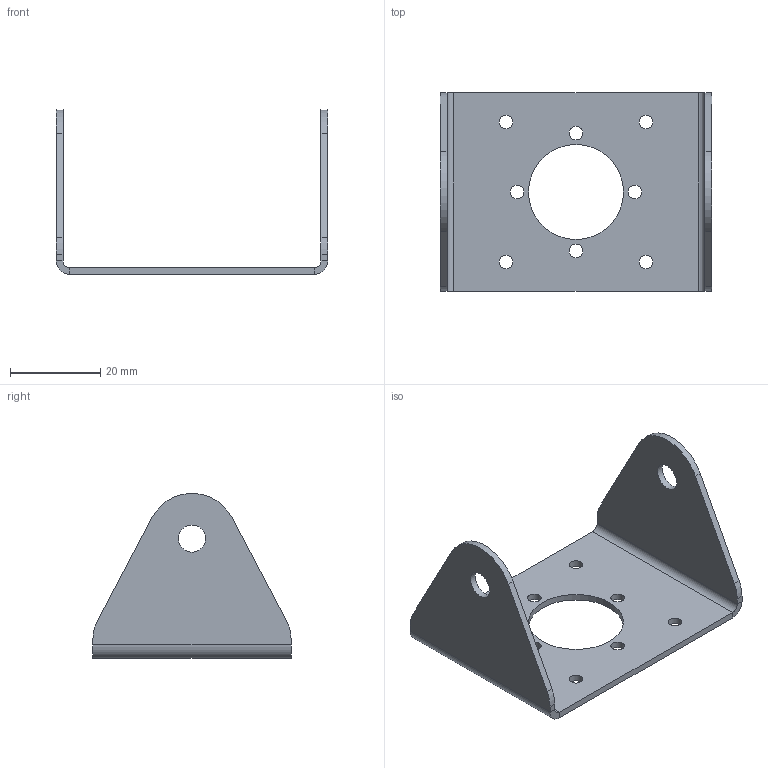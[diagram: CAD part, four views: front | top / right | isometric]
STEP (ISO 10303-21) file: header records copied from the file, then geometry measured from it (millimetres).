
FILE_DESCRIPTION(/* description */ (''),/* implementation_level */ '2;1');
FILE_NAME(/* name */ 'P0002_OB_200331_r02.step',/* time_stamp */ '2020-03-31T16:05:41+02:00',/* author */ (''),/* organization */ (''),/* preprocessor_version */ 'ST-DEVELOPER v18',/* originating_system */ 'Autodesk Translation Framework v8.12.0.6',/* authorisation */ '');
FILE_SCHEMA (('AUTOMOTIVE_DESIGN { 1 0 10303 214 3 1 1 }'));
Length unit declared in the file: millimetre
Products named in the file (1): P0002_OB_200331
Bounding box: 60 x 43.8 x 36.47 mm (x, y, z)
Volume: 6253.7 mm3; surface area: 9043.1 mm2
Topology: 1 solids, 1 shells, 41 faces, 116 edges, 77 vertices
Faces by surface type: cylinder 21, plane 20
Full cylindrical faces by diameter (mm): 3 x8, 6 x2, 21 x1
Entity records: 1436 total; most frequent: DIRECTION 257, CARTESIAN_POINT 235, ORIENTED_EDGE 232, EDGE_CURVE 116, AXIS2_PLACEMENT_3D 99, VERTEX_POINT 77, EDGE_LOOP 63, LINE 59
